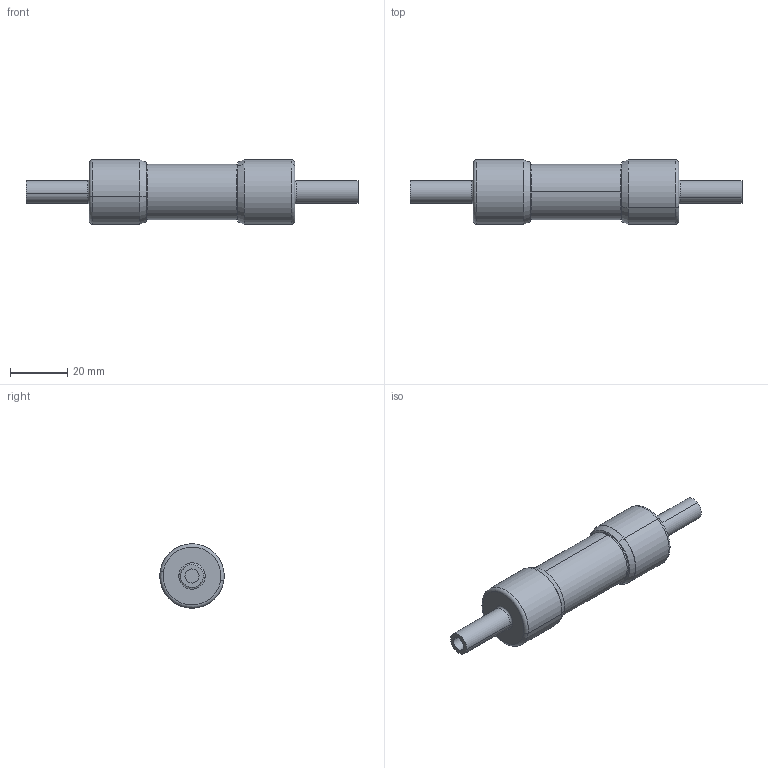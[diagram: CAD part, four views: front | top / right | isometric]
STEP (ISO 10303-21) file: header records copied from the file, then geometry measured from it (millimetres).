
FILE_DESCRIPTION (( 'STEP AP214' ), '1' );
FILE_NAME ('OUT-242153.STEP', '2024-05-29T14:11:44', ( '' ), ( '' ), 'SwSTEP 2.0', 'SolidWorks 2021', '' );
FILE_SCHEMA (( 'AUTOMOTIVE_DESIGN' ));
Length unit declared in the file: inch
Products named in the file (1): OUT-242153
Bounding box: 115.93 x 22.5 x 22.5 mm (x, y, z)
Volume: 14538 mm3; surface area: 19953.7 mm2
Topology: 5 solids, 5 shells, 148 faces, 292 edges, 160 vertices
Faces by surface type: torus 48, cylinder 44, cone 32, plane 16, bspline 8
Entity records: 6348 total; most frequent: CARTESIAN_POINT 1185, DIRECTION 774, ORIENTED_EDGE 584, AXIS2_PLACEMENT_3D 349, EDGE_CURVE 292, CIRCLE 208, VERTEX_POINT 160, EDGE_LOOP 160
